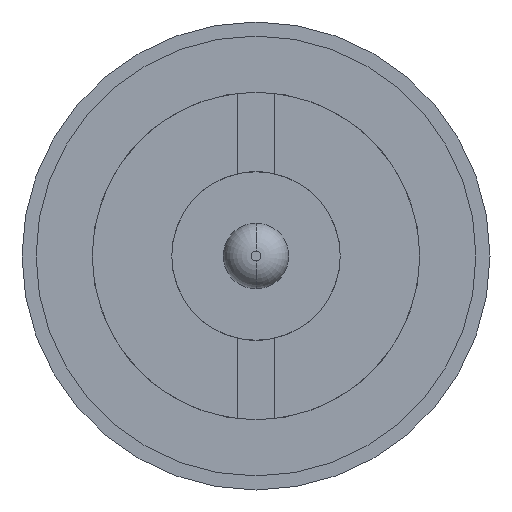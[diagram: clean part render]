
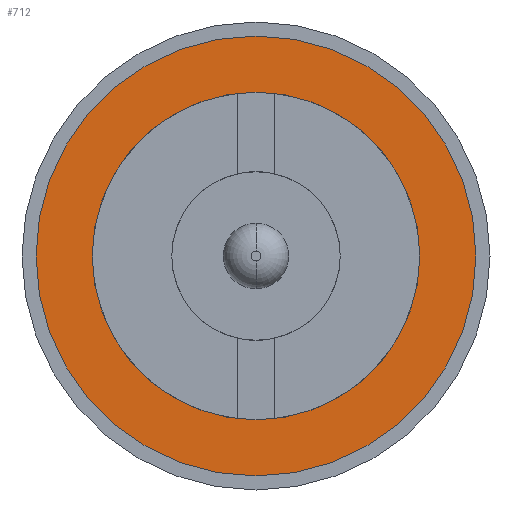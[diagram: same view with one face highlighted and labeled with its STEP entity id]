
A CAD part, front view. The second image highlights one B-rep face of the part: STEP entity #712.
In plain terms, the highlighted planar face has unit normal (0, -1, 0).
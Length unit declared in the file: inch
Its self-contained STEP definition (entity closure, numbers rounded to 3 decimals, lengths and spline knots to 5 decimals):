
#57 = VERTEX_POINT ( 'NONE', #838 ) ;
#202 = EDGE_CURVE ( 'NONE', #228, #57, #1162, .T. ) ;
#228 = VERTEX_POINT ( 'NONE', #1035 ) ;
#270 = EDGE_CURVE ( 'NONE', #867, #909, #1477, .T. ) ;
#510 = ORIENTED_EDGE ( 'NONE', *, *, #573, .F. ) ;
#511 = EDGE_LOOP ( 'NONE', ( #512, #513 ) ) ;
#512 = ORIENTED_EDGE ( 'NONE', *, *, #521, .T. ) ;
#513 = ORIENTED_EDGE ( 'NONE', *, *, #202, .T. ) ;
#521 = EDGE_CURVE ( 'NONE', #57, #228, #1920, .T. ) ;
#573 = EDGE_CURVE ( 'NONE', #909, #867, #1806, .T. ) ;
#712 = ADVANCED_FACE ( 'NONE', ( #2055, #2054 ), #2059, .T. ) ;
#713 = EDGE_LOOP ( 'NONE', ( #714, #510 ) ) ;
#714 = ORIENTED_EDGE ( 'NONE', *, *, #270, .F. ) ;
#838 = CARTESIAN_POINT ( 'NONE',  ( 0., -0.7995, 0.235 ) ) ;
#867 = VERTEX_POINT ( 'NONE', #2227 ) ;
#909 = VERTEX_POINT ( 'NONE', #2186 ) ;
#1035 = CARTESIAN_POINT ( 'NONE',  ( 0., -0.7995, -0.235 ) ) ;
#1159 = DIRECTION ( 'NONE',  ( 0., 0., -1. ) ) ;
#1160 = DIRECTION ( 'NONE',  ( 0., -1., 0. ) ) ;
#1161 = AXIS2_PLACEMENT_3D ( 'NONE', #1168, #1160, #1159 ) ;
#1162 = CIRCLE ( 'NONE', #1161, 0.235 ) ;
#1168 = CARTESIAN_POINT ( 'NONE',  ( 0., -0.7995, 0. ) ) ;
#1362 = DIRECTION ( 'NONE',  ( 0., 0., -1. ) ) ;
#1474 = DIRECTION ( 'NONE',  ( 0., -1., 0. ) ) ;
#1475 = CARTESIAN_POINT ( 'NONE',  ( 0., -0.7995, 0. ) ) ;
#1476 = AXIS2_PLACEMENT_3D ( 'NONE', #1475, #1474, #1362 ) ;
#1477 = CIRCLE ( 'NONE', #1476, 0.175 ) ;
#1802 = DIRECTION ( 'NONE',  ( 0., 0., -1. ) ) ;
#1803 = DIRECTION ( 'NONE',  ( 0., -1., 0. ) ) ;
#1804 = CARTESIAN_POINT ( 'NONE',  ( 0., -0.7995, 0. ) ) ;
#1805 = AXIS2_PLACEMENT_3D ( 'NONE', #1804, #1803, #1802 ) ;
#1806 = CIRCLE ( 'NONE', #1805, 0.175 ) ;
#1917 = DIRECTION ( 'NONE',  ( 0., 0., -1. ) ) ;
#1918 = DIRECTION ( 'NONE',  ( 0., -1., 0. ) ) ;
#1919 = AXIS2_PLACEMENT_3D ( 'NONE', #1925, #1918, #1917 ) ;
#1920 = CIRCLE ( 'NONE', #1919, 0.235 ) ;
#1925 = CARTESIAN_POINT ( 'NONE',  ( 0., -0.7995, 0. ) ) ;
#2050 = DIRECTION ( 'NONE',  ( 0., 0., -1. ) ) ;
#2051 = DIRECTION ( 'NONE',  ( 0., -1., 0. ) ) ;
#2052 = CARTESIAN_POINT ( 'NONE',  ( 0., -0.7995, 0. ) ) ;
#2053 = AXIS2_PLACEMENT_3D ( 'NONE', #2052, #2051, #2050 ) ;
#2054 = FACE_OUTER_BOUND ( 'NONE', #511, .T. ) ;
#2055 = FACE_BOUND ( 'NONE', #713, .T. ) ;
#2059 = PLANE ( 'NONE',  #2053 ) ;
#2186 = CARTESIAN_POINT ( 'NONE',  ( 0., -0.7995, 0.175 ) ) ;
#2227 = CARTESIAN_POINT ( 'NONE',  ( 0., -0.7995, -0.175 ) ) ;
